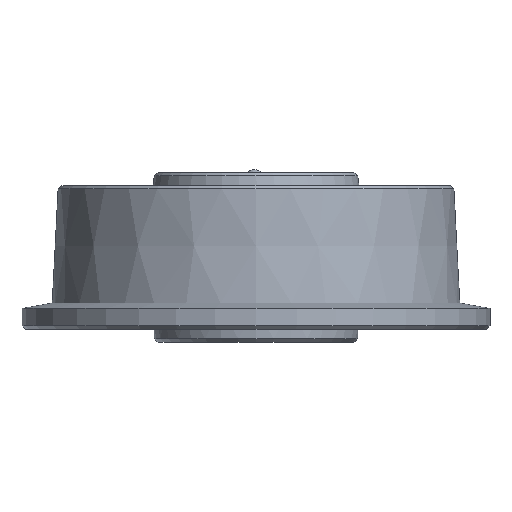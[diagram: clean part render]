
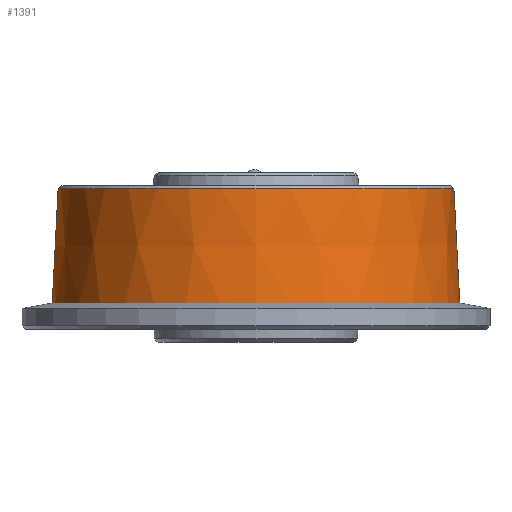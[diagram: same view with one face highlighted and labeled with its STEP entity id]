
A CAD part, front view. The second image highlights one B-rep face of the part: STEP entity #1391.
In plain terms, the highlighted conical face has half-angle 3 degrees and reference radius 62.5 mm.
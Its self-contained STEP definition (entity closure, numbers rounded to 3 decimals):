
#81 = AXIS2_PLACEMENT_3D ( 'NONE', #1087, #825, #2456 ) ;
#435 = EDGE_LOOP ( 'NONE', ( #1708 ) ) ;
#763 = DIRECTION ( 'NONE',  ( 0., 0., -1. ) ) ;
#825 = DIRECTION ( 'NONE',  ( 0., 0., -1. ) ) ;
#999 = CARTESIAN_POINT ( 'NONE',  ( 0.842, 0., 3.945 ) ) ;
#1087 = CARTESIAN_POINT ( 'NONE',  ( 0.842, 0., 3.945 ) ) ;
#1116 = ORIENTED_EDGE ( 'NONE', *, *, #2793, .F. ) ;
#1239 = AXIS2_PLACEMENT_3D ( 'NONE', #2733, #1549, #2716 ) ;
#1335 = VERTEX_POINT ( 'NONE', #2131 ) ;
#1359 = EDGE_LOOP ( 'NONE', ( #1116 ) ) ;
#1391 = ADVANCED_FACE ( 'NONE', ( #2073, #1733 ), #2636, .T. ) ;
#1473 = AXIS2_PLACEMENT_3D ( 'NONE', #999, #763, #2400 ) ;
#1549 = DIRECTION ( 'NONE',  ( 0., 0., -1. ) ) ;
#1565 = CIRCLE ( 'NONE', #1239, 60.666 ) ;
#1680 = EDGE_CURVE ( 'NONE', #1723, #1723, #1565, .T. ) ;
#1708 = ORIENTED_EDGE ( 'NONE', *, *, #1680, .T. ) ;
#1723 = VERTEX_POINT ( 'NONE', #2564 ) ;
#1733 = FACE_OUTER_BOUND ( 'NONE', #1359, .T. ) ;
#2073 = FACE_BOUND ( 'NONE', #435, .T. ) ;
#2131 = CARTESIAN_POINT ( 'NONE',  ( 63.342, 0., 3.945 ) ) ;
#2400 = DIRECTION ( 'NONE',  ( -1., 0., 0. ) ) ;
#2445 = CIRCLE ( 'NONE', #81, 62.5 ) ;
#2456 = DIRECTION ( 'NONE',  ( 1., 0., 0. ) ) ;
#2564 = CARTESIAN_POINT ( 'NONE',  ( 61.508, 0., 38.946 ) ) ;
#2636 = CONICAL_SURFACE ( 'NONE', #1473, 62.5, 0.052 ) ;
#2716 = DIRECTION ( 'NONE',  ( 1., 0., 0. ) ) ;
#2733 = CARTESIAN_POINT ( 'NONE',  ( 0.842, 0., 38.946 ) ) ;
#2793 = EDGE_CURVE ( 'NONE', #1335, #1335, #2445, .T. ) ;
